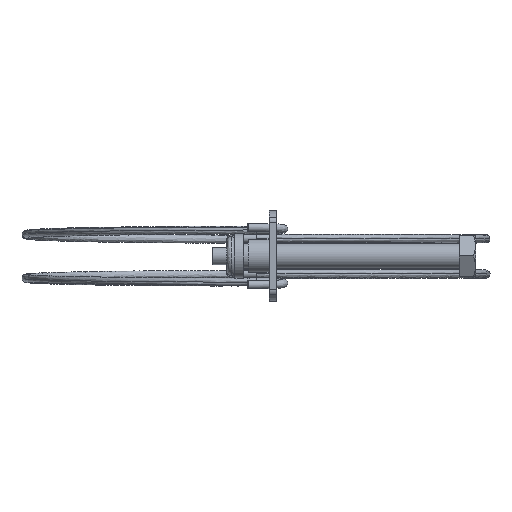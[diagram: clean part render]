
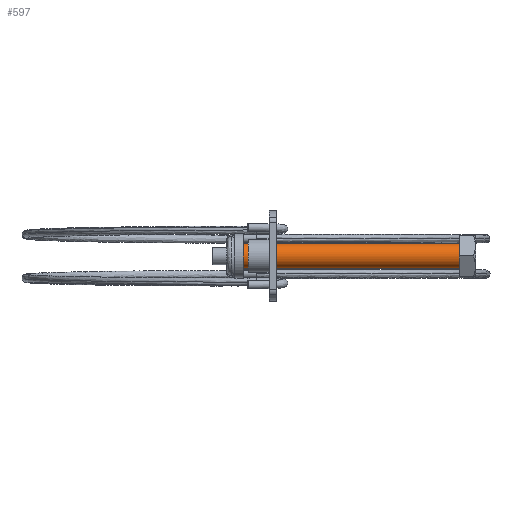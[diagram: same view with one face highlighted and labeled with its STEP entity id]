
A CAD part, top view. The second image highlights one B-rep face of the part: STEP entity #597.
In plain terms, the highlighted free-form (B-spline) face has degree [2, 1] with [5, 2] control points.
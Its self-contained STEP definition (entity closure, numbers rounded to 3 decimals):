
#434=CARTESIAN_POINT('',(0.,2.979,0.354));
#435=VERTEX_POINT('',#434);
#453=CARTESIAN_POINT('',(0.,-2.994,-0.183));
#454=VERTEX_POINT('',#453);
#468=CARTESIAN_POINT('',(-52.6,-2.994,-0.183));
#469=VERTEX_POINT('',#468);
#470=CARTESIAN_POINT('',(0.,-2.994,-0.183));
#471=CARTESIAN_POINT('',(-52.6,-2.994,-0.183));
#472=QUASI_UNIFORM_CURVE('',1,(#470,#471),.UNSPECIFIED.,.F.,.U.);
#473=EDGE_CURVE('',#454,#469,#472,.T.);
#490=CARTESIAN_POINT('',(-52.6,2.979,0.354));
#491=VERTEX_POINT('',#490);
#507=CARTESIAN_POINT('',(0.,2.979,0.354));
#508=CARTESIAN_POINT('',(-52.6,2.979,0.354));
#509=QUASI_UNIFORM_CURVE('',1,(#507,#508),.UNSPECIFIED.,.F.,.U.);
#510=EDGE_CURVE('',#435,#491,#509,.T.);
#515=CARTESIAN_POINT('',(1.315,-2.994,-0.183));
#516=CARTESIAN_POINT('',(1.315,-3.178,2.811));
#517=CARTESIAN_POINT('',(1.315,-0.183,2.994));
#518=CARTESIAN_POINT('',(1.315,2.645,3.167));
#519=CARTESIAN_POINT('',(1.315,2.979,0.354));
#520=CARTESIAN_POINT('',(-53.948,-2.994,-0.183));
#521=CARTESIAN_POINT('',(-53.948,-3.178,2.811));
#522=CARTESIAN_POINT('',(-53.948,-0.183,2.994));
#523=CARTESIAN_POINT('',(-53.948,2.645,3.167));
#524=CARTESIAN_POINT('',(-53.948,2.979,0.354));
#532=(BOUNDED_SURFACE()B_SPLINE_SURFACE(2,1,((#515,#520),(#516,#521),(#517,#522),(#518,#523),(#519,#524)),.UNSPECIFIED.,.F.,.F.,.U.)B_SPLINE_SURFACE_WITH_KNOTS((3,2,3),(2,2),(0.0,4.971,9.742),(0.0,55.263),.UNSPECIFIED.)GEOMETRIC_REPRESENTATION_ITEM()RATIONAL_B_SPLINE_SURFACE(((1.0,1.0),(0.707,0.707),(1.0,1.0),(0.719,0.719),(0.978,0.978)))REPRESENTATION_ITEM('')SURFACE());
#533=CARTESIAN_POINT('',(0.0,0.0,3.));
#534=VERTEX_POINT('',#533);
#535=CARTESIAN_POINT('',(0.0,0.0,3.));
#536=CARTESIAN_POINT('',(0.0,2.665,3.));
#537=CARTESIAN_POINT('',(0.,2.979,0.354));
#545=(BOUNDED_CURVE()B_SPLINE_CURVE(2,(#535,#536,#537),.UNSPECIFIED.,.F.,.U.)B_SPLINE_CURVE_WITH_KNOTS((3,3),(0.5,0.73),.UNSPECIFIED.)CURVE()GEOMETRIC_REPRESENTATION_ITEM()RATIONAL_B_SPLINE_CURVE((1.0,0.731,0.956))REPRESENTATION_ITEM(''));
#546=EDGE_CURVE('',#534,#435,#545,.T.);
#547=ORIENTED_EDGE('',*,*,#546,.T.);
#548=ORIENTED_EDGE('',*,*,#510,.T.);
#549=CARTESIAN_POINT('',(-52.6,0.0,3.));
#550=VERTEX_POINT('',#549);
#551=CARTESIAN_POINT('',(-52.6,0.0,3.));
#552=CARTESIAN_POINT('',(-52.6,2.665,3.));
#553=CARTESIAN_POINT('',(-52.6,2.979,0.354));
#561=(BOUNDED_CURVE()B_SPLINE_CURVE(2,(#551,#552,#553),.UNSPECIFIED.,.F.,.U.)B_SPLINE_CURVE_WITH_KNOTS((3,3),(0.0,0.23),.UNSPECIFIED.)CURVE()GEOMETRIC_REPRESENTATION_ITEM()RATIONAL_B_SPLINE_CURVE((1.0,0.731,0.956))REPRESENTATION_ITEM(''));
#562=EDGE_CURVE('',#550,#491,#561,.T.);
#563=ORIENTED_EDGE('',*,*,#562,.F.);
#564=CARTESIAN_POINT('',(-52.6,-2.994,-0.183));
#565=CARTESIAN_POINT('',(-52.6,-3.,-0.092));
#566=CARTESIAN_POINT('',(-52.6,-3.,0.0));
#567=CARTESIAN_POINT('',(-52.6,-3.,3.));
#568=CARTESIAN_POINT('',(-52.6,0.0,3.));
#576=(BOUNDED_CURVE()B_SPLINE_CURVE(2,(#564,#565,#566,#567,#568),.UNSPECIFIED.,.F.,.U.)B_SPLINE_CURVE_WITH_KNOTS((3,2,3),(0.739,0.75,1.0),.UNSPECIFIED.)CURVE()GEOMETRIC_REPRESENTATION_ITEM()RATIONAL_B_SPLINE_CURVE((0.976,0.988,1.0,0.707,1.0))REPRESENTATION_ITEM(''));
#577=EDGE_CURVE('',#469,#550,#576,.T.);
#578=ORIENTED_EDGE('',*,*,#577,.F.);
#579=ORIENTED_EDGE('',*,*,#473,.F.);
#580=CARTESIAN_POINT('',(0.,-2.994,-0.183));
#581=CARTESIAN_POINT('',(0.0,-3.,-0.092));
#582=CARTESIAN_POINT('',(0.0,-3.,0.0));
#583=CARTESIAN_POINT('',(0.0,-3.,3.));
#584=CARTESIAN_POINT('',(0.0,0.0,3.));
#592=(BOUNDED_CURVE()B_SPLINE_CURVE(2,(#580,#581,#582,#583,#584),.UNSPECIFIED.,.F.,.U.)B_SPLINE_CURVE_WITH_KNOTS((3,2,3),(0.239,0.25,0.5),.UNSPECIFIED.)CURVE()GEOMETRIC_REPRESENTATION_ITEM()RATIONAL_B_SPLINE_CURVE((0.976,0.988,1.0,0.707,1.0))REPRESENTATION_ITEM(''));
#593=EDGE_CURVE('',#454,#534,#592,.T.);
#594=ORIENTED_EDGE('',*,*,#593,.T.);
#595=EDGE_LOOP('',(#547,#548,#563,#578,#579,#594));
#596=FACE_OUTER_BOUND('',#595,.T.);
#597=ADVANCED_FACE('',(#596),#532,.T.);
